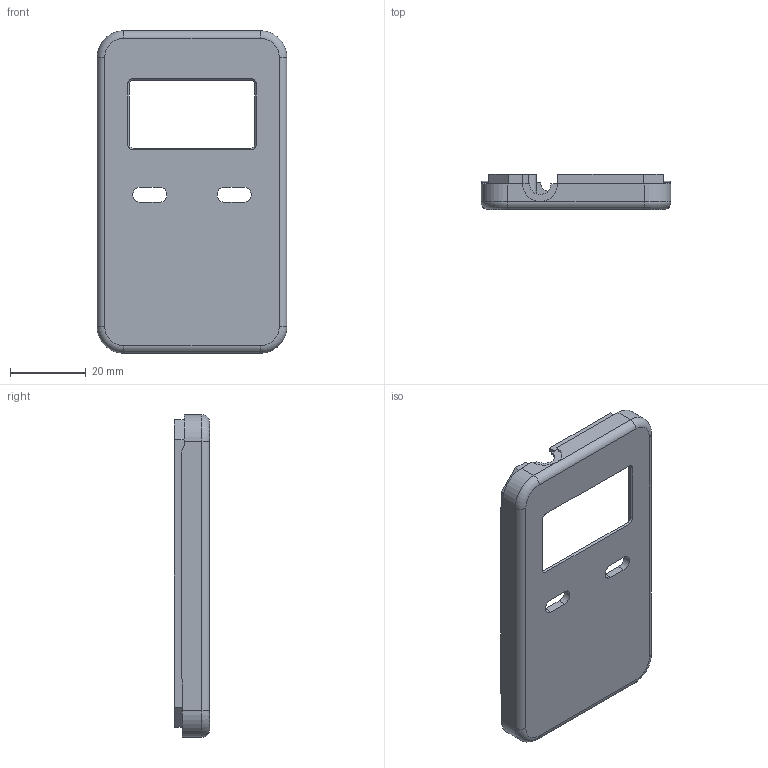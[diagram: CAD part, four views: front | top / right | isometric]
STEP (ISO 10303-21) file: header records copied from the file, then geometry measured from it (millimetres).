
FILE_DESCRIPTION (( 'STEP AP214' ), '1' );
FILE_NAME ('scout_V0_housing_top.STEP', '2026-02-27T11:20:50', ( '' ), ( '' ), 'SwSTEP 2.0', 'SolidWorks 2024', '' );
FILE_SCHEMA (( 'AUTOMOTIVE_DESIGN' ));
Length unit declared in the file: millimetre
Products named in the file (1): scout_V0_housing_top
Bounding box: 50 x 9.25 x 85 mm (x, y, z)
Volume: 10732.6 mm3; surface area: 11069.9 mm2
Topology: 1 solids, 1 shells, 161 faces, 436 edges, 286 vertices
Faces by surface type: plane 88, cylinder 65, torus 4, cone 4
Entity records: 5115 total; most frequent: DIRECTION 902, CARTESIAN_POINT 884, ORIENTED_EDGE 872, EDGE_CURVE 436, AXIS2_PLACEMENT_3D 304, VECTOR 294, LINE 294, VERTEX_POINT 286
